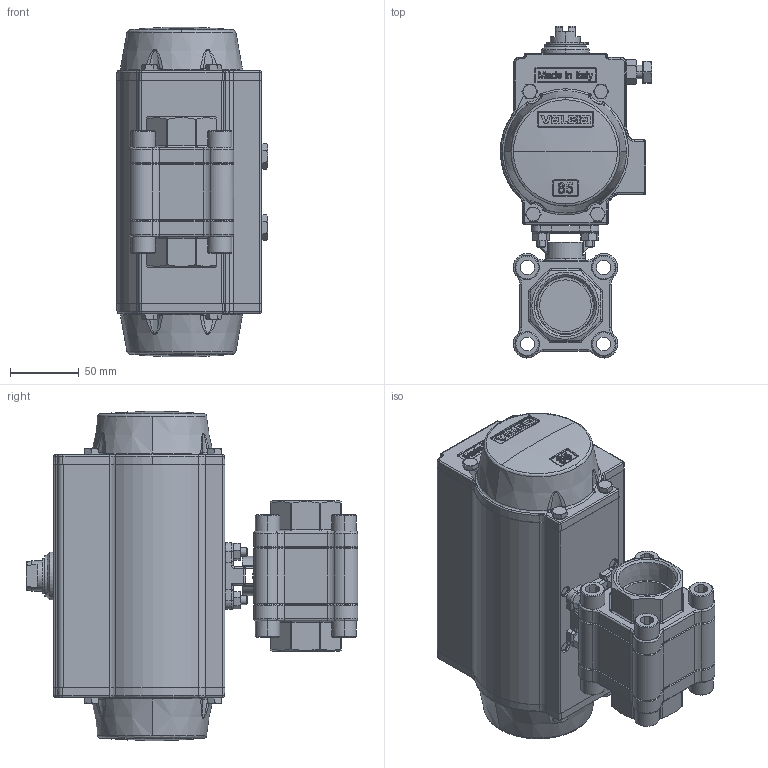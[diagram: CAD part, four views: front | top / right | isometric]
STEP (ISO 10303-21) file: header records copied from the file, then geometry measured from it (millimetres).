
FILE_DESCRIPTION (( 'STEP AP203' ), '1' );
FILE_NAME ('4700-125F_UT-2.5.STEP', '2017-11-16T21:21:51', ( '' ), ( '' ), 'SwSTEP 2.0', 'SolidWorks 2014', '' );
FILE_SCHEMA (( 'CONFIG_CONTROL_DESIGN' ));
Length unit declared in the file: inch
Products named in the file (1): 4700-125F_UT-2.5
Bounding box: 110.39 x 242.26 x 240.69 mm (x, y, z)
Surface area: 171117.3 mm2 (no closed solid volume)
Topology: 0 solids, 24 shells, 1567 faces, 4544 edges, 2918 vertices
Faces by surface type: plane 569, bspline 354, cylinder 294, cone 269, torus 52, sphere 29
Entity records: 74099 total; most frequent: CARTESIAN_POINT 36208, ORIENTED_EDGE 7949, DIRECTION 7158, EDGE_CURVE 4528, VERTEX_POINT 2918, AXIS2_PLACEMENT_3D 2616, LINE 1926, VECTOR 1926
